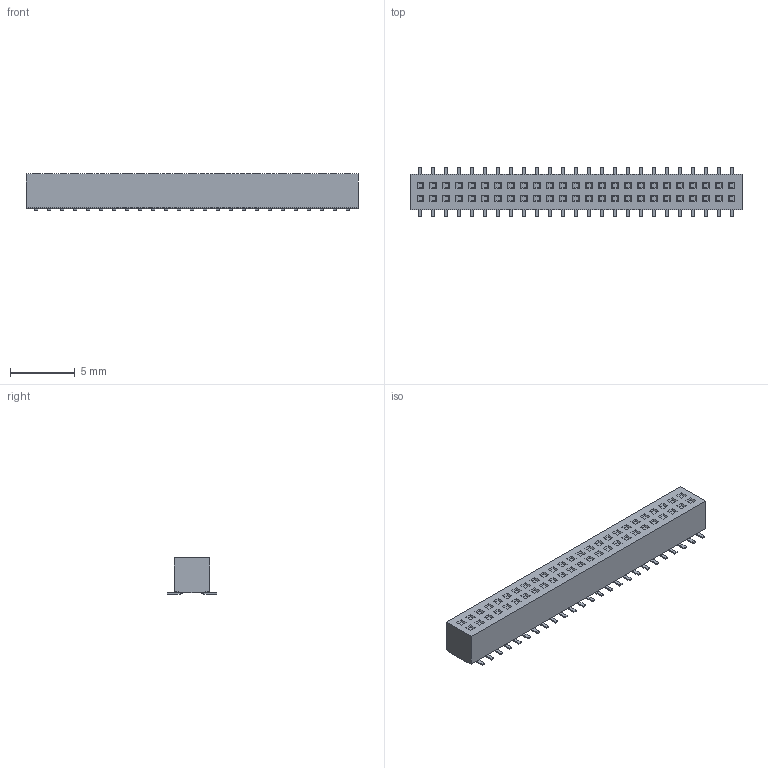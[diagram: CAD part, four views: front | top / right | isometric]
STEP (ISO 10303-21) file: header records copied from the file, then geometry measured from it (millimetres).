
FILE_DESCRIPTION((''),'2;1');
FILE_NAME('C-2-2267465-5','2022-01-03T08:49:56',('workeradm'),('TE Connectivity Ltd.'),'CREO PARAMETRIC BY PTC INC, 2021072','CREO PARAMETRIC BY PTC INC, 2021072','');
FILE_SCHEMA(('AUTOMOTIVE_DESIGN { 1 0 10303 214 1 1 1 1 }'));
Length unit declared in the file: millimetre
Products named in the file (1): C-2-2267465-5
Bounding box: 25.6 x 3.8 x 2.8 mm (x, y, z)
Volume: 187 mm3; surface area: 332.1 mm2
Topology: 1 solids, 1 shells, 562 faces, 1430 edges, 920 vertices
Faces by surface type: plane 510, cylinder 52
Entity records: 16734 total; most frequent: CARTESIAN_POINT 2914, ORIENTED_EDGE 2860, DIRECTION 2658, EDGE_CURVE 1430, VECTOR 1326, LINE 1326, VERTEX_POINT 920, AXIS2_PLACEMENT_3D 666
